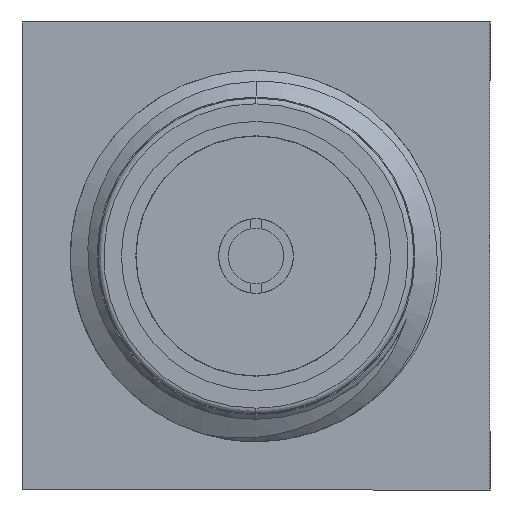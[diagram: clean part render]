
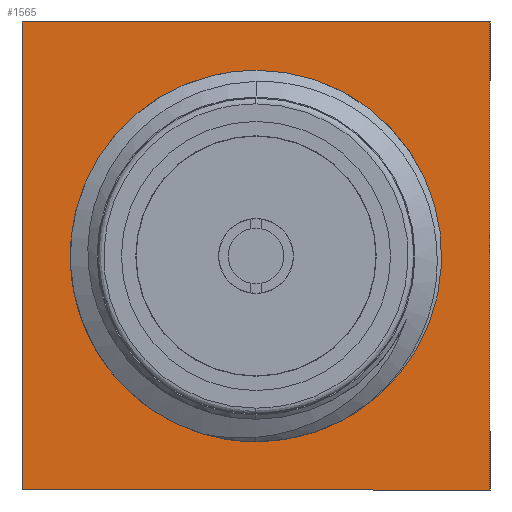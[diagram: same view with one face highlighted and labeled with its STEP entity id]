
A CAD part, left-side view. The second image highlights one B-rep face of the part: STEP entity #1565.
In plain terms, the highlighted planar face has unit normal (-1, 0, 0).
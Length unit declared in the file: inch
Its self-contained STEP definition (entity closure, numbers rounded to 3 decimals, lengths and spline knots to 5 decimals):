
#6 = CIRCLE ( 'NONE', #1361, 0.1063 ) ;
#169 = EDGE_CURVE ( 'NONE', #621, #625, #1802, .T. ) ;
#297 = DIRECTION ( 'NONE',  ( 0., 0., -1. ) ) ;
#320 = DIRECTION ( 'NONE',  ( 0., 0., -1. ) ) ;
#357 = CARTESIAN_POINT ( 'NONE',  ( 0.31024, 0.15748, 0.15748 ) ) ;
#383 = VECTOR ( 'NONE', #3116, 39.37008 ) ;
#385 = VERTEX_POINT ( 'NONE', #824 ) ;
#424 = EDGE_CURVE ( 'NONE', #1470, #3674, #2141, .T. ) ;
#435 = DIRECTION ( 'NONE',  ( -1., 0., 0. ) ) ;
#547 = CARTESIAN_POINT ( 'NONE',  ( 0.31024, 0.15748, -0.15748 ) ) ;
#621 = VERTEX_POINT ( 'NONE', #2454 ) ;
#625 = VERTEX_POINT ( 'NONE', #2997 ) ;
#729 = FACE_OUTER_BOUND ( 'NONE', #2725, .T. ) ;
#764 = EDGE_LOOP ( 'NONE', ( #2394, #1998 ) ) ;
#824 = CARTESIAN_POINT ( 'NONE',  ( 0.31024, 0., -0.1063 ) ) ;
#930 = AXIS2_PLACEMENT_3D ( 'NONE', #3063, #435, #1040 ) ;
#948 = CARTESIAN_POINT ( 'NONE',  ( 0.31024, 0.15748, 0.15748 ) ) ;
#1040 = DIRECTION ( 'NONE',  ( 0., 0., 1. ) ) ;
#1158 = DIRECTION ( 'NONE',  ( 0., 0., 1. ) ) ;
#1301 = CARTESIAN_POINT ( 'NONE',  ( 0.31024, -0.15748, -0.15748 ) ) ;
#1361 = AXIS2_PLACEMENT_3D ( 'NONE', #3141, #3788, #297 ) ;
#1470 = VERTEX_POINT ( 'NONE', #1301 ) ;
#1471 = EDGE_CURVE ( 'NONE', #385, #2468, #2084, .T. ) ;
#1565 = ADVANCED_FACE ( 'NONE', ( #3350, #729 ), #1893, .T. ) ;
#1605 = CARTESIAN_POINT ( 'NONE',  ( 0.31024, 0., 0. ) ) ;
#1671 = ORIENTED_EDGE ( 'NONE', *, *, #2392, .T. ) ;
#1707 = AXIS2_PLACEMENT_3D ( 'NONE', #1605, #3644, #2073 ) ;
#1802 = LINE ( 'NONE', #948, #3068 ) ;
#1849 = VECTOR ( 'NONE', #1158, 39.37008 ) ;
#1850 = DIRECTION ( 'NONE',  ( 0., 1., 0. ) ) ;
#1893 = PLANE ( 'NONE',  #930 ) ;
#1998 = ORIENTED_EDGE ( 'NONE', *, *, #2472, .T. ) ;
#2073 = DIRECTION ( 'NONE',  ( 0., 0., -1. ) ) ;
#2084 = CIRCLE ( 'NONE', #1707, 0.1063 ) ;
#2141 = LINE ( 'NONE', #2734, #1849 ) ;
#2264 = ORIENTED_EDGE ( 'NONE', *, *, #424, .T. ) ;
#2392 = EDGE_CURVE ( 'NONE', #625, #1470, #3475, .T. ) ;
#2394 = ORIENTED_EDGE ( 'NONE', *, *, #1471, .T. ) ;
#2454 = CARTESIAN_POINT ( 'NONE',  ( 0.31024, 0.15748, 0.15748 ) ) ;
#2468 = VERTEX_POINT ( 'NONE', #2610 ) ;
#2472 = EDGE_CURVE ( 'NONE', #2468, #385, #6, .T. ) ;
#2610 = CARTESIAN_POINT ( 'NONE',  ( 0.31024, 0., 0.1063 ) ) ;
#2725 = EDGE_LOOP ( 'NONE', ( #1671, #2264, #2995, #3514 ) ) ;
#2734 = CARTESIAN_POINT ( 'NONE',  ( 0.31024, -0.15748, 0.15748 ) ) ;
#2995 = ORIENTED_EDGE ( 'NONE', *, *, #3027, .T. ) ;
#2997 = CARTESIAN_POINT ( 'NONE',  ( 0.31024, 0.15748, -0.15748 ) ) ;
#3027 = EDGE_CURVE ( 'NONE', #3674, #621, #3600, .T. ) ;
#3063 = CARTESIAN_POINT ( 'NONE',  ( 0.31024, 0., 0. ) ) ;
#3068 = VECTOR ( 'NONE', #320, 39.37008 ) ;
#3116 = DIRECTION ( 'NONE',  ( 0., -1., 0. ) ) ;
#3141 = CARTESIAN_POINT ( 'NONE',  ( 0.31024, 0., 0. ) ) ;
#3217 = CARTESIAN_POINT ( 'NONE',  ( 0.31024, -0.15748, 0.15748 ) ) ;
#3350 = FACE_BOUND ( 'NONE', #764, .T. ) ;
#3444 = VECTOR ( 'NONE', #1850, 39.37008 ) ;
#3475 = LINE ( 'NONE', #547, #383 ) ;
#3514 = ORIENTED_EDGE ( 'NONE', *, *, #169, .T. ) ;
#3600 = LINE ( 'NONE', #357, #3444 ) ;
#3644 = DIRECTION ( 'NONE',  ( 1., 0., 0. ) ) ;
#3674 = VERTEX_POINT ( 'NONE', #3217 ) ;
#3788 = DIRECTION ( 'NONE',  ( 1., 0., 0. ) ) ;
